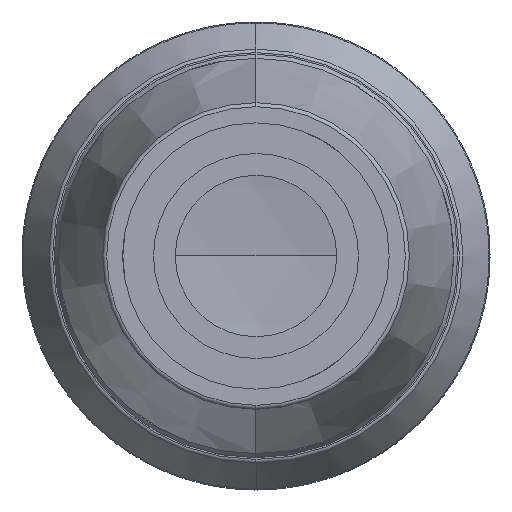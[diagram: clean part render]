
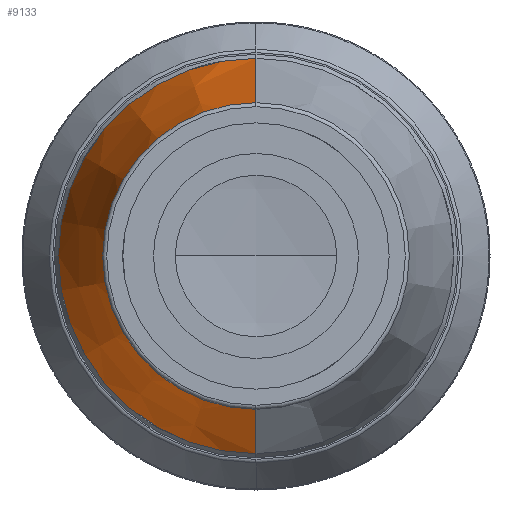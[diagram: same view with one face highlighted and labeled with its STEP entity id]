
A CAD part, left-side view. The second image highlights one B-rep face of the part: STEP entity #9133.
In plain terms, the highlighted conical face has half-angle 14.999 degrees and reference radius 24.5 mm.
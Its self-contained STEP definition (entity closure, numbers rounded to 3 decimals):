
#29 = LINE ( 'NONE', #17900, #13501 ) ;
#486 = FACE_OUTER_BOUND ( 'NONE', #3675, .T. ) ;
#715 = ORIENTED_EDGE ( 'NONE', *, *, #31499, .T. ) ;
#816 = CIRCLE ( 'NONE', #15798, 18. ) ;
#2476 = DIRECTION ( 'NONE',  ( -1., 0., 0. ) ) ;
#3642 = ORIENTED_EDGE ( 'NONE', *, *, #23598, .F. ) ;
#3675 = EDGE_LOOP ( 'NONE', ( #14614, #715, #14682, #3642 ) ) ;
#4383 = EDGE_CURVE ( 'NONE', #20397, #31770, #4697, .T. ) ;
#4697 = CIRCLE ( 'NONE', #10030, 24.5 ) ;
#4986 = DIRECTION ( 'NONE',  ( 0., 0., 1. ) ) ;
#5376 = DIRECTION ( 'NONE',  ( 0.966, 0., 0.259 ) ) ;
#6697 = AXIS2_PLACEMENT_3D ( 'NONE', #11370, #8619, #32326 ) ;
#7034 = CARTESIAN_POINT ( 'NONE',  ( 24.45, 0., -24.5 ) ) ;
#7162 = CARTESIAN_POINT ( 'NONE',  ( 0.19, 0., 0. ) ) ;
#8619 = DIRECTION ( 'NONE',  ( 1., 0., 0. ) ) ;
#9133 = ADVANCED_FACE ( 'NONE', ( #486 ), #23655, .T. ) ;
#10030 = AXIS2_PLACEMENT_3D ( 'NONE', #26037, #2476, #31153 ) ;
#11370 = CARTESIAN_POINT ( 'NONE',  ( 24.45, 0., 0. ) ) ;
#13501 = VECTOR ( 'NONE', #5376, 1000. ) ;
#14523 = CARTESIAN_POINT ( 'NONE',  ( 24.45, 0., 24.5 ) ) ;
#14614 = ORIENTED_EDGE ( 'NONE', *, *, #32666, .F. ) ;
#14682 = ORIENTED_EDGE ( 'NONE', *, *, #4383, .T. ) ;
#15798 = AXIS2_PLACEMENT_3D ( 'NONE', #7162, #20235, #4986 ) ;
#17000 = DIRECTION ( 'NONE',  ( 0.966, 0., -0.259 ) ) ;
#17126 = CARTESIAN_POINT ( 'NONE',  ( 24.45, 0., -24.5 ) ) ;
#17900 = CARTESIAN_POINT ( 'NONE',  ( 24.45, 0., 24.5 ) ) ;
#20235 = DIRECTION ( 'NONE',  ( -1., 0., 0. ) ) ;
#20397 = VERTEX_POINT ( 'NONE', #14523 ) ;
#20805 = VERTEX_POINT ( 'NONE', #22876 ) ;
#21303 = CARTESIAN_POINT ( 'NONE',  ( 0.19, 0., -18. ) ) ;
#21428 = VECTOR ( 'NONE', #17000, 1000. ) ;
#22876 = CARTESIAN_POINT ( 'NONE',  ( 0.19, 0., 18. ) ) ;
#23062 = LINE ( 'NONE', #17126, #21428 ) ;
#23598 = EDGE_CURVE ( 'NONE', #28108, #31770, #23062, .T. ) ;
#23655 = CONICAL_SURFACE ( 'NONE', #6697, 24.5, 0.262 ) ;
#26037 = CARTESIAN_POINT ( 'NONE',  ( 24.45, 0., 0. ) ) ;
#28108 = VERTEX_POINT ( 'NONE', #21303 ) ;
#31153 = DIRECTION ( 'NONE',  ( 0., 0., 1. ) ) ;
#31499 = EDGE_CURVE ( 'NONE', #20805, #20397, #29, .T. ) ;
#31770 = VERTEX_POINT ( 'NONE', #7034 ) ;
#32326 = DIRECTION ( 'NONE',  ( 0., 0., -1. ) ) ;
#32666 = EDGE_CURVE ( 'NONE', #20805, #28108, #816, .T. ) ;
